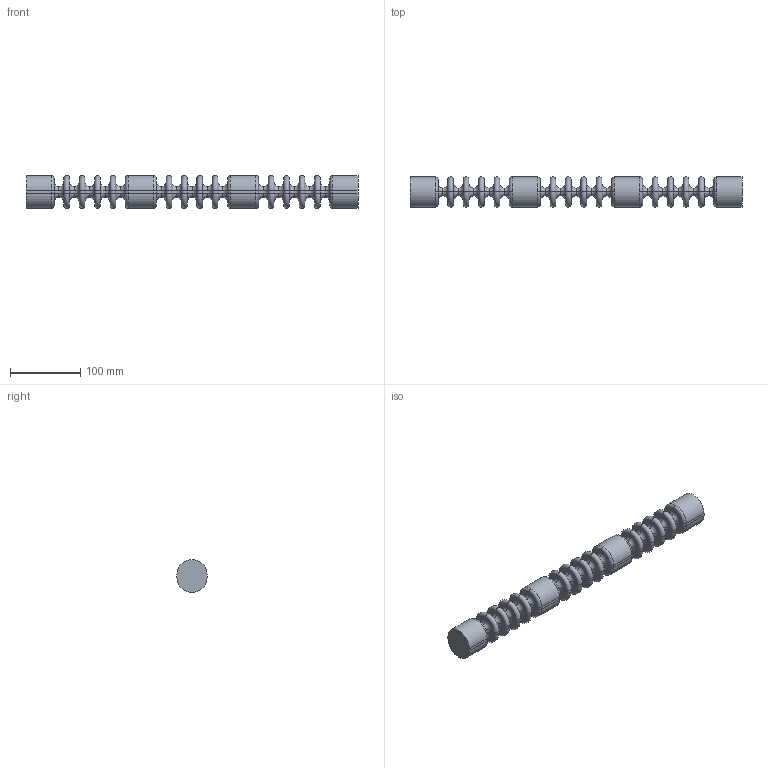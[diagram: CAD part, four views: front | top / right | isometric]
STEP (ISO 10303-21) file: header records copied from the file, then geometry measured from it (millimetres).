
FILE_DESCRIPTION (( 'STEP AP203' ), '1' );
FILE_NAME ('whole snake.STEP', '2023-09-21T11:24:45', ( '' ), ( '' ), 'SwSTEP 2.0', 'SolidWorks 2021', '' );
FILE_SCHEMA (( 'CONFIG_CONTROL_DESIGN' ));
Length unit declared in the file: millimetre
Products named in the file (1): whole snake
Bounding box: 474 x 43 x 47 mm (x, y, z)
Volume: 384255.9 mm3; surface area: 140144 mm2
Topology: 1 solids, 7 shells, 576 faces, 1512 edges, 980 vertices
Faces by surface type: torus 384, plane 118, cylinder 74
Entity records: 18537 total; most frequent: DIRECTION 3894, CARTESIAN_POINT 3069, ORIENTED_EDGE 3024, AXIS2_PLACEMENT_3D 1805, EDGE_CURVE 1512, CIRCLE 1228, VERTEX_POINT 980, EDGE_LOOP 606
